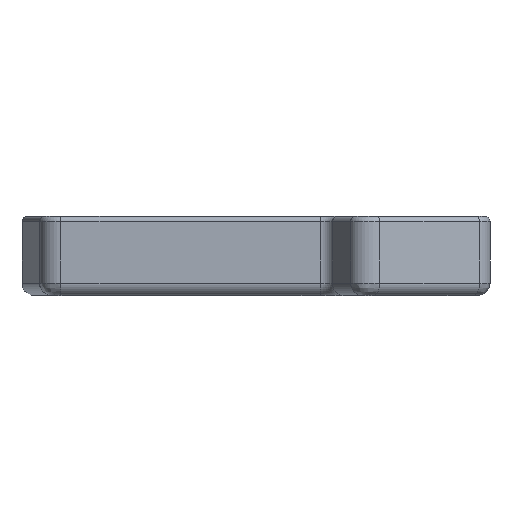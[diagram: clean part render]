
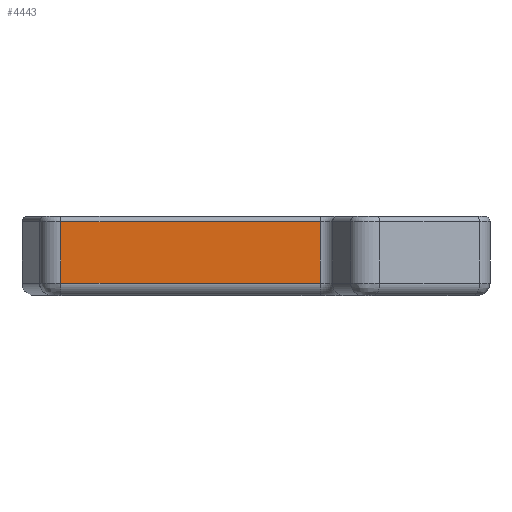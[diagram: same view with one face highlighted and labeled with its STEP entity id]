
A CAD part, left-side view. The second image highlights one B-rep face of the part: STEP entity #4443.
In plain terms, the highlighted planar face has unit normal (-1, 0, 0).
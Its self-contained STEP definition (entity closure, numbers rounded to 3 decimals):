
#488=FACE_OUTER_BOUND('',#763,.T.);
#763=EDGE_LOOP('',(#3207,#3208,#3209,#3210));
#1107=LINE('',#7025,#1526);
#1112=LINE('',#7078,#1531);
#1113=LINE('',#7080,#1532);
#1114=LINE('',#7081,#1533);
#1526=VECTOR('',#5491,10.);
#1531=VECTOR('',#5538,10.);
#1532=VECTOR('',#5539,10.);
#1533=VECTOR('',#5540,10.);
#1976=VERTEX_POINT('',#7019);
#1977=VERTEX_POINT('',#7023);
#1986=VERTEX_POINT('',#7077);
#1987=VERTEX_POINT('',#7079);
#2426=EDGE_CURVE('',#1977,#1976,#1107,.T.);
#2444=EDGE_CURVE('',#1977,#1986,#1112,.T.);
#2445=EDGE_CURVE('',#1987,#1986,#1113,.T.);
#2446=EDGE_CURVE('',#1987,#1976,#1114,.T.);
#3207=ORIENTED_EDGE('',*,*,#2426,.F.);
#3208=ORIENTED_EDGE('',*,*,#2444,.T.);
#3209=ORIENTED_EDGE('',*,*,#2445,.F.);
#3210=ORIENTED_EDGE('',*,*,#2446,.T.);
#4305=PLANE('',#4798);
#4443=ADVANCED_FACE('',(#488),#4305,.F.);
#4798=AXIS2_PLACEMENT_3D('',#7076,#5536,#5537);
#5491=DIRECTION('',(0.,1.,0.));
#5536=DIRECTION('center_axis',(1.,0.,0.));
#5537=DIRECTION('ref_axis',(0.,-1.,0.));
#5538=DIRECTION('',(0.,0.,1.));
#5539=DIRECTION('',(0.,-1.,0.));
#5540=DIRECTION('',(0.,0.,-1.));
#7019=CARTESIAN_POINT('',(6.76,-6.021,-6.8));
#7023=CARTESIAN_POINT('',(6.76,-79.175,-6.8));
#7025=CARTESIAN_POINT('',(6.76,-31.016,-6.8));
#7076=CARTESIAN_POINT('Origin',(6.76,-0.021,-1.5));
#7077=CARTESIAN_POINT('',(6.76,-79.175,10.5));
#7078=CARTESIAN_POINT('',(6.76,-79.175,-1.5));
#7079=CARTESIAN_POINT('',(6.76,-6.021,10.5));
#7080=CARTESIAN_POINT('',(6.76,2.474,10.5));
#7081=CARTESIAN_POINT('',(6.76,-6.021,-1.5));
